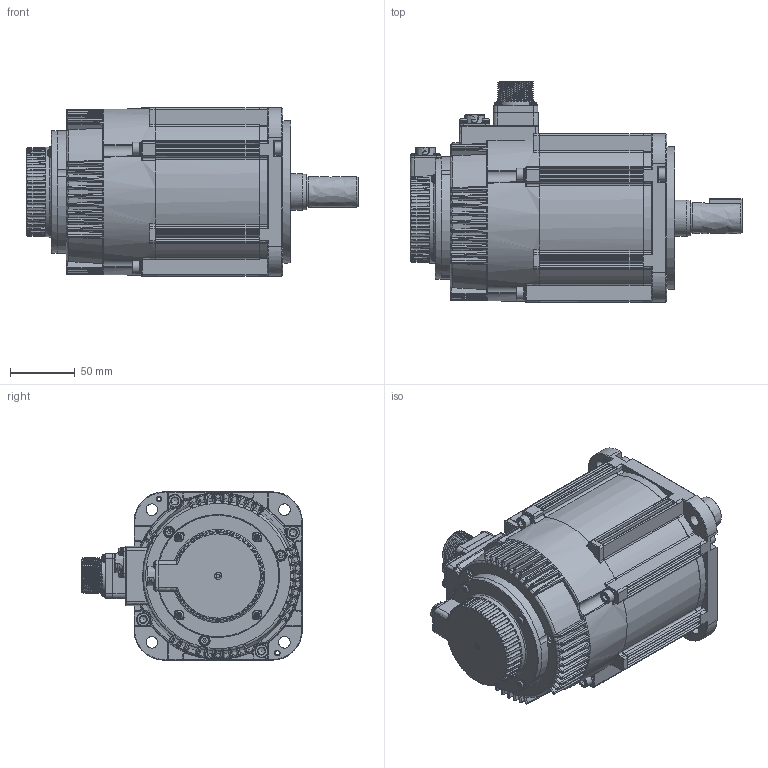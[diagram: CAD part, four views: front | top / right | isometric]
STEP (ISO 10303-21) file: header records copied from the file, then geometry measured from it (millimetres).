
FILE_DESCRIPTION( ('This file contains a STEP AP42 implementation' ,'as created by ZW3D STEP Interface translator.') ,'2;1' );
FILE_NAME( 'X6MG180A-B2LN.stp' ,'21 918.105412', (''), ('ZWCAD Software Co.'), 'Version 1.0', 'ZW3D to STEP translator', '' );
FILE_SCHEMA(('AUTOMOTIVE_DESIGN'));
Length unit declared in the file: millimetre
Products named in the file (2): 0; X6MG180A-B2LN
Bounding box: 256.7 x 170.44 x 130 mm (x, y, z)
Volume: 2512048.8 mm3; surface area: 171442.7 mm2
Topology: 1 solids, 1 shells, 2638 faces, 6987 edges, 4426 vertices
Faces by surface type: bspline 2638
Entity records: 109723 total; most frequent: CARTESIAN_POINT 68224, ORIENTED_EDGE 13906, EDGE_CURVE 6953, VERTEX_POINT 4426, B_SPLINE_CURVE_WITH_KNOTS 4280, EDGE_LOOP 2779, FACE_OUTER_BOUND 2638, ADVANCED_FACE 2638
